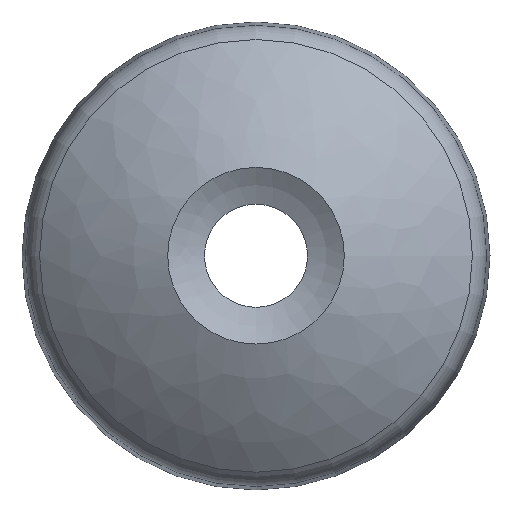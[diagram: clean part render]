
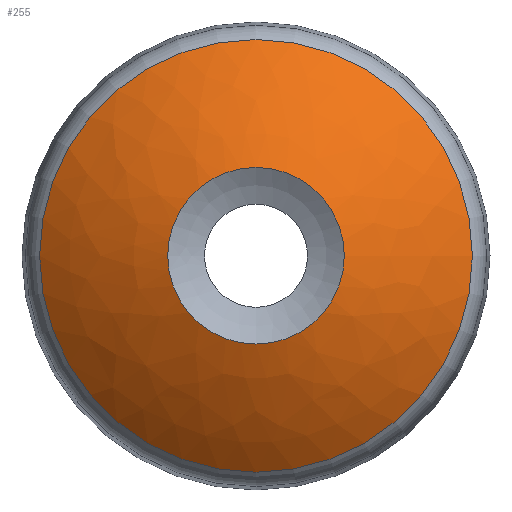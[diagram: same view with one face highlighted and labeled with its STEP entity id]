
A CAD part, top view. The second image highlights one B-rep face of the part: STEP entity #255.
In plain terms, the highlighted free-form (B-spline) face has degree [2, 2] with [3, 9] control points.
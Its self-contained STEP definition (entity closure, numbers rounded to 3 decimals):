
#16=(
BOUNDED_SURFACE()
B_SPLINE_SURFACE(2,2,((#483,#484,#485,#486,#487,#488,#489,#490,#491),(#492,
#493,#494,#495,#496,#497,#498,#499,#500),(#501,#502,#503,#504,#505,#506,
#507,#508,#509)),.UNSPECIFIED.,.F.,.T.,.F.)
B_SPLINE_SURFACE_WITH_KNOTS((3,3),(3,2,2,2,3),(-1.192,-0.878),
(-3.142,-1.571,0.,1.571,3.142),
 .UNSPECIFIED.)
GEOMETRIC_REPRESENTATION_ITEM()
RATIONAL_B_SPLINE_SURFACE(((1.,0.707,1.,0.707,1.,
0.707,1.,0.707,1.),(0.988,0.698,
0.988,0.698,0.988,0.698,
0.988,0.698,0.988),(1.,0.707,
1.,0.707,1.,0.707,1.,0.707,1.)))
REPRESENTATION_ITEM('')
SURFACE()
);
#51=FACE_OUTER_BOUND('',#68,.T.);
#68=EDGE_LOOP('',(#225,#226,#227,#228,#229,#230,#231,#232));
#93=CIRCLE('',#311,27.277);
#94=CIRCLE('',#312,27.277);
#95=CIRCLE('',#313,27.277);
#96=CIRCLE('',#314,11.134);
#97=CIRCLE('',#315,60.);
#98=CIRCLE('',#316,11.134);
#99=CIRCLE('',#317,11.134);
#123=VERTEX_POINT('',#476);
#124=VERTEX_POINT('',#478);
#125=VERTEX_POINT('',#480);
#126=VERTEX_POINT('',#510);
#127=VERTEX_POINT('',#511);
#128=VERTEX_POINT('',#514);
#158=EDGE_CURVE('',#123,#124,#93,.T.);
#159=EDGE_CURVE('',#124,#125,#94,.T.);
#160=EDGE_CURVE('',#125,#123,#95,.T.);
#161=EDGE_CURVE('',#126,#127,#96,.T.);
#162=EDGE_CURVE('',#127,#125,#97,.T.);
#163=EDGE_CURVE('',#127,#128,#98,.T.);
#164=EDGE_CURVE('',#128,#126,#99,.T.);
#225=ORIENTED_EDGE('',*,*,#161,.T.);
#226=ORIENTED_EDGE('',*,*,#162,.T.);
#227=ORIENTED_EDGE('',*,*,#159,.F.);
#228=ORIENTED_EDGE('',*,*,#158,.F.);
#229=ORIENTED_EDGE('',*,*,#160,.F.);
#230=ORIENTED_EDGE('',*,*,#162,.F.);
#231=ORIENTED_EDGE('',*,*,#163,.T.);
#232=ORIENTED_EDGE('',*,*,#164,.T.);
#255=ADVANCED_FACE('',(#51),#16,.F.);
#311=AXIS2_PLACEMENT_3D('',#479,#396,#397);
#312=AXIS2_PLACEMENT_3D('',#481,#398,#399);
#313=AXIS2_PLACEMENT_3D('',#482,#400,#401);
#314=AXIS2_PLACEMENT_3D('',#512,#402,#403);
#315=AXIS2_PLACEMENT_3D('',#513,#404,#405);
#316=AXIS2_PLACEMENT_3D('',#515,#406,#407);
#317=AXIS2_PLACEMENT_3D('',#516,#408,#409);
#396=DIRECTION('center_axis',(0.,0.,-1.));
#397=DIRECTION('ref_axis',(0.,1.,0.));
#398=DIRECTION('center_axis',(0.,0.,-1.));
#399=DIRECTION('ref_axis',(0.,1.,0.));
#400=DIRECTION('center_axis',(0.,0.,-1.));
#401=DIRECTION('ref_axis',(0.,1.,0.));
#402=DIRECTION('center_axis',(0.,0.,-1.));
#403=DIRECTION('ref_axis',(0.,1.,0.));
#404=DIRECTION('center_axis',(0.,1.,0.));
#405=DIRECTION('ref_axis',(1.,0.,0.));
#406=DIRECTION('center_axis',(0.,0.,-1.));
#407=DIRECTION('ref_axis',(0.,1.,0.));
#408=DIRECTION('center_axis',(0.,0.,-1.));
#409=DIRECTION('ref_axis',(0.,1.,0.));
#476=CARTESIAN_POINT('',(0.,-27.277,8.41));
#478=CARTESIAN_POINT('',(0.,27.277,8.41));
#479=CARTESIAN_POINT('Origin',(0.,0.,8.41));
#480=CARTESIAN_POINT('',(27.277,0.,8.41));
#481=CARTESIAN_POINT('Origin',(0.,0.,8.41));
#482=CARTESIAN_POINT('Origin',(0.,0.,8.41));
#483=CARTESIAN_POINT('Ctrl Pts',(11.134,0.,
18.));
#484=CARTESIAN_POINT('Ctrl Pts',(11.134,-11.134,18.));
#485=CARTESIAN_POINT('Ctrl Pts',(0.,-11.134,
18.));
#486=CARTESIAN_POINT('Ctrl Pts',(-11.134,-11.134,18.));
#487=CARTESIAN_POINT('Ctrl Pts',(-11.134,0.,
18.));
#488=CARTESIAN_POINT('Ctrl Pts',(-11.134,11.134,18.));
#489=CARTESIAN_POINT('Ctrl Pts',(0.,11.134,
18.));
#490=CARTESIAN_POINT('Ctrl Pts',(11.134,11.134,18.));
#491=CARTESIAN_POINT('Ctrl Pts',(11.134,0.,
18.));
#492=CARTESIAN_POINT('Ctrl Pts',(19.965,0.,
14.483));
#493=CARTESIAN_POINT('Ctrl Pts',(19.965,-19.965,14.483));
#494=CARTESIAN_POINT('Ctrl Pts',(0.,-19.965,
14.483));
#495=CARTESIAN_POINT('Ctrl Pts',(-19.965,-19.965,14.483));
#496=CARTESIAN_POINT('Ctrl Pts',(-19.965,0.,
14.483));
#497=CARTESIAN_POINT('Ctrl Pts',(-19.965,19.965,14.483));
#498=CARTESIAN_POINT('Ctrl Pts',(0.,19.965,
14.483));
#499=CARTESIAN_POINT('Ctrl Pts',(19.965,19.965,14.483));
#500=CARTESIAN_POINT('Ctrl Pts',(19.965,0.,
14.483));
#501=CARTESIAN_POINT('Ctrl Pts',(27.277,0.,
8.41));
#502=CARTESIAN_POINT('Ctrl Pts',(27.277,-27.277,8.41));
#503=CARTESIAN_POINT('Ctrl Pts',(0.,-27.277,
8.41));
#504=CARTESIAN_POINT('Ctrl Pts',(-27.277,-27.277,8.41));
#505=CARTESIAN_POINT('Ctrl Pts',(-27.277,0.,
8.41));
#506=CARTESIAN_POINT('Ctrl Pts',(-27.277,27.277,8.41));
#507=CARTESIAN_POINT('Ctrl Pts',(0.,27.277,
8.41));
#508=CARTESIAN_POINT('Ctrl Pts',(27.277,27.277,8.41));
#509=CARTESIAN_POINT('Ctrl Pts',(27.277,0.,
8.41));
#510=CARTESIAN_POINT('',(0.,11.134,18.));
#511=CARTESIAN_POINT('',(11.134,0.,18.));
#512=CARTESIAN_POINT('Origin',(0.,0.,18.));
#513=CARTESIAN_POINT('Origin',(-11.063,0.,-37.743));
#514=CARTESIAN_POINT('',(-11.134,0.,18.));
#515=CARTESIAN_POINT('Origin',(0.,0.,18.));
#516=CARTESIAN_POINT('Origin',(0.,0.,18.));
